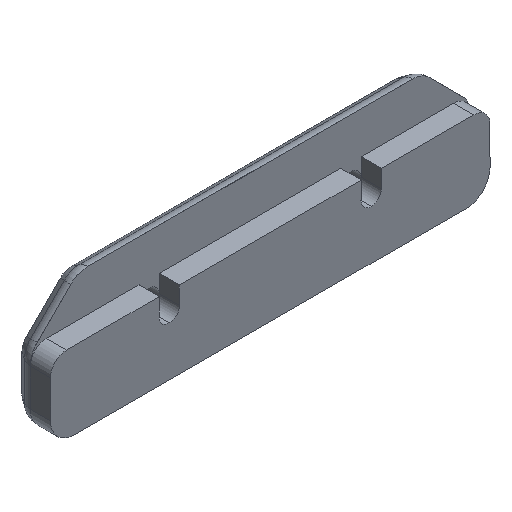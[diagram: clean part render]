
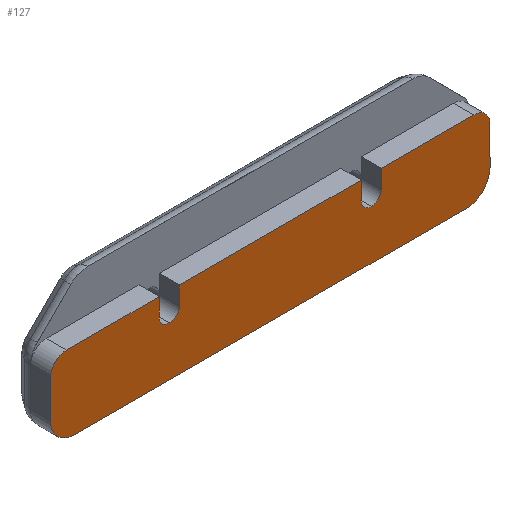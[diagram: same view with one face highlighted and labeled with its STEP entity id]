
A CAD part, isometric view. The second image highlights one B-rep face of the part: STEP entity #127.
In plain terms, the highlighted planar face has unit normal (0, -1, 0).
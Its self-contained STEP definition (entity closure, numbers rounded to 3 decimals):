
#3 = CARTESIAN_POINT ( 'NONE',  ( -33., 0., -2.5 ) ) ;
#69 = VERTEX_POINT ( 'NONE', #1258 ) ;
#71 = VERTEX_POINT ( 'NONE', #657 ) ;
#79 = ORIENTED_EDGE ( 'NONE', *, *, #1549, .T. ) ;
#81 = CARTESIAN_POINT ( 'NONE',  ( 0., 0., -6.5 ) ) ;
#97 = ORIENTED_EDGE ( 'NONE', *, *, #556, .F. ) ;
#109 = CARTESIAN_POINT ( 'NONE',  ( -34.3, 0., 6.5 ) ) ;
#120 = CARTESIAN_POINT ( 'NONE',  ( 33., 0., -2.5 ) ) ;
#127 = ADVANCED_FACE ( 'NONE', ( #813 ), #801, .F. ) ;
#129 = ORIENTED_EDGE ( 'NONE', *, *, #999, .F. ) ;
#139 = CIRCLE ( 'NONE', #1142, 1.7 ) ;
#145 = EDGE_CURVE ( 'NONE', #1491, #766, #1073, .T. ) ;
#152 = VERTEX_POINT ( 'NONE', #915 ) ;
#173 = CARTESIAN_POINT ( 'NONE',  ( 17., 0., 3.5 ) ) ;
#176 = ORIENTED_EDGE ( 'NONE', *, *, #264, .T. ) ;
#190 = CARTESIAN_POINT ( 'NONE',  ( -17., 0., 3.5 ) ) ;
#194 = EDGE_CURVE ( 'NONE', #71, #1548, #747, .T. ) ;
#196 = VECTOR ( 'NONE', #1366, 1000. ) ;
#211 = CARTESIAN_POINT ( 'NONE',  ( -37., 0., 0. ) ) ;
#212 = VERTEX_POINT ( 'NONE', #1554 ) ;
#217 = ORIENTED_EDGE ( 'NONE', *, *, #1595, .F. ) ;
#236 = CARTESIAN_POINT ( 'NONE',  ( -33., 0., -6.5 ) ) ;
#243 = CARTESIAN_POINT ( 'NONE',  ( 0., 0., 6.5 ) ) ;
#245 = VERTEX_POINT ( 'NONE', #1560 ) ;
#264 = EDGE_CURVE ( 'NONE', #69, #1536, #944, .T. ) ;
#269 = VERTEX_POINT ( 'NONE', #1330 ) ;
#281 = LINE ( 'NONE', #493, #630 ) ;
#296 = EDGE_CURVE ( 'NONE', #561, #69, #1051, .T. ) ;
#322 = DIRECTION ( 'NONE',  ( 0., 0., 1. ) ) ;
#330 = DIRECTION ( 'NONE',  ( 0., 0., -1. ) ) ;
#337 = CARTESIAN_POINT ( 'NONE',  ( 18.7, 0., 6.5 ) ) ;
#339 = ORIENTED_EDGE ( 'NONE', *, *, #879, .T. ) ;
#340 = LINE ( 'NONE', #1299, #490 ) ;
#357 = DIRECTION ( 'NONE',  ( 1., 0., 0. ) ) ;
#416 = AXIS2_PLACEMENT_3D ( 'NONE', #3, #842, #1591 ) ;
#428 = VECTOR ( 'NONE', #1324, 1000. ) ;
#450 = CARTESIAN_POINT ( 'NONE',  ( 18.7, 0., 0. ) ) ;
#452 = CARTESIAN_POINT ( 'NONE',  ( 0., 0., 6.5 ) ) ;
#486 = AXIS2_PLACEMENT_3D ( 'NONE', #1547, #1531, #1280 ) ;
#490 = VECTOR ( 'NONE', #796, 1000. ) ;
#493 = CARTESIAN_POINT ( 'NONE',  ( 15.3, 0., 0. ) ) ;
#517 = ORIENTED_EDGE ( 'NONE', *, *, #756, .F. ) ;
#531 = ORIENTED_EDGE ( 'NONE', *, *, #660, .F. ) ;
#543 = ORIENTED_EDGE ( 'NONE', *, *, #1503, .T. ) ;
#556 = EDGE_CURVE ( 'NONE', #561, #746, #1495, .T. ) ;
#561 = VERTEX_POINT ( 'NONE', #1400 ) ;
#565 = CIRCLE ( 'NONE', #593, 4. ) ;
#568 = AXIS2_PLACEMENT_3D ( 'NONE', #1037, #1300, #928 ) ;
#570 = DIRECTION ( 'NONE',  ( 0., 0., 1. ) ) ;
#582 = DIRECTION ( 'NONE',  ( 1., 0., 0. ) ) ;
#586 = DIRECTION ( 'NONE',  ( 0., 0., 1. ) ) ;
#593 = AXIS2_PLACEMENT_3D ( 'NONE', #120, #1464, #1609 ) ;
#595 = DIRECTION ( 'NONE',  ( 0., 0., 1. ) ) ;
#627 = CARTESIAN_POINT ( 'NONE',  ( 37., 0., 0. ) ) ;
#630 = VECTOR ( 'NONE', #1228, 1000. ) ;
#644 = DIRECTION ( 'NONE',  ( 0., 0., 1. ) ) ;
#647 = DIRECTION ( 'NONE',  ( 0., -1., 0. ) ) ;
#657 = CARTESIAN_POINT ( 'NONE',  ( -37., 0., 3.8 ) ) ;
#660 = EDGE_CURVE ( 'NONE', #717, #245, #139, .T. ) ;
#663 = VERTEX_POINT ( 'NONE', #1093 ) ;
#679 = LINE ( 'NONE', #450, #1009 ) ;
#700 = VERTEX_POINT ( 'NONE', #1580 ) ;
#702 = CARTESIAN_POINT ( 'NONE',  ( -18.7, 0., 6.5 ) ) ;
#717 = VERTEX_POINT ( 'NONE', #1074 ) ;
#719 = CARTESIAN_POINT ( 'NONE',  ( 17., 0., 3.5 ) ) ;
#723 = VECTOR ( 'NONE', #582, 1000. ) ;
#730 = CARTESIAN_POINT ( 'NONE',  ( 37., 0., 3.8 ) ) ;
#742 = VECTOR ( 'NONE', #330, 1000. ) ;
#746 = VERTEX_POINT ( 'NONE', #1463 ) ;
#747 = CIRCLE ( 'NONE', #1062, 2.7 ) ;
#756 = EDGE_CURVE ( 'NONE', #700, #830, #679, .T. ) ;
#766 = VERTEX_POINT ( 'NONE', #840 ) ;
#768 = EDGE_LOOP ( 'NONE', ( #339, #543, #217, #1505, #129, #517, #1180, #531, #79, #1282, #97, #1557, #176, #1426, #1493, #1278, #1420, #1179 ) ) ;
#796 = DIRECTION ( 'NONE',  ( 0., 0., 1. ) ) ;
#801 = PLANE ( 'NONE',  #568 ) ;
#813 = FACE_OUTER_BOUND ( 'NONE', #768, .T. ) ;
#822 = AXIS2_PLACEMENT_3D ( 'NONE', #173, #647, #1401 ) ;
#829 = VERTEX_POINT ( 'NONE', #236 ) ;
#830 = VERTEX_POINT ( 'NONE', #337 ) ;
#833 = DIRECTION ( 'NONE',  ( 0., -1., 0. ) ) ;
#840 = CARTESIAN_POINT ( 'NONE',  ( 34.3, 0., 6.5 ) ) ;
#842 = DIRECTION ( 'NONE',  ( 0., -1., 0. ) ) ;
#854 = EDGE_CURVE ( 'NONE', #1548, #1413, #1421, .T. ) ;
#873 = VECTOR ( 'NONE', #1336, 1000. ) ;
#879 = EDGE_CURVE ( 'NONE', #829, #663, #1510, .T. ) ;
#890 = VECTOR ( 'NONE', #357, 1000. ) ;
#915 = CARTESIAN_POINT ( 'NONE',  ( 15.3, 0., 6.5 ) ) ;
#928 = DIRECTION ( 'NONE',  ( 0., 0., 1. ) ) ;
#944 = CIRCLE ( 'NONE', #1494, 1.7 ) ;
#945 = DIRECTION ( 'NONE',  ( 0., 1., 0. ) ) ;
#961 = LINE ( 'NONE', #243, #890 ) ;
#998 = AXIS2_PLACEMENT_3D ( 'NONE', #1250, #1217, #1590 ) ;
#999 = EDGE_CURVE ( 'NONE', #830, #766, #961, .T. ) ;
#1006 = EDGE_CURVE ( 'NONE', #269, #829, #1174, .T. ) ;
#1009 = VECTOR ( 'NONE', #595, 1000. ) ;
#1037 = CARTESIAN_POINT ( 'NONE',  ( 0., 0., 0. ) ) ;
#1050 = DIRECTION ( 'NONE',  ( 0., 1., 0. ) ) ;
#1051 = CIRCLE ( 'NONE', #998, 1.7 ) ;
#1062 = AXIS2_PLACEMENT_3D ( 'NONE', #1573, #945, #570 ) ;
#1073 = CIRCLE ( 'NONE', #486, 2.7 ) ;
#1074 = CARTESIAN_POINT ( 'NONE',  ( 15.3, 0., 3.5 ) ) ;
#1093 = CARTESIAN_POINT ( 'NONE',  ( 33., 0., -6.5 ) ) ;
#1142 = AXIS2_PLACEMENT_3D ( 'NONE', #719, #833, #586 ) ;
#1169 = LINE ( 'NONE', #1583, #723 ) ;
#1174 = CIRCLE ( 'NONE', #416, 4. ) ;
#1179 = ORIENTED_EDGE ( 'NONE', *, *, #1006, .T. ) ;
#1180 = ORIENTED_EDGE ( 'NONE', *, *, #1186, .F. ) ;
#1186 = EDGE_CURVE ( 'NONE', #245, #700, #1231, .T. ) ;
#1217 = DIRECTION ( 'NONE',  ( 0., 1., 0. ) ) ;
#1228 = DIRECTION ( 'NONE',  ( 0., 0., 1. ) ) ;
#1231 = CIRCLE ( 'NONE', #822, 1.7 ) ;
#1250 = CARTESIAN_POINT ( 'NONE',  ( -17., 0., 3.5 ) ) ;
#1258 = CARTESIAN_POINT ( 'NONE',  ( -17., 0., 1.8 ) ) ;
#1278 = ORIENTED_EDGE ( 'NONE', *, *, #194, .F. ) ;
#1280 = DIRECTION ( 'NONE',  ( 0., 0., 1. ) ) ;
#1282 = ORIENTED_EDGE ( 'NONE', *, *, #1435, .F. ) ;
#1299 = CARTESIAN_POINT ( 'NONE',  ( -18.7, 0., 0. ) ) ;
#1300 = DIRECTION ( 'NONE',  ( 0., 1., 0. ) ) ;
#1302 = VECTOR ( 'NONE', #644, 1000. ) ;
#1324 = DIRECTION ( 'NONE',  ( 1., 0., 0. ) ) ;
#1330 = CARTESIAN_POINT ( 'NONE',  ( -37., 0., -2.5 ) ) ;
#1336 = DIRECTION ( 'NONE',  ( 1., 0., 0. ) ) ;
#1343 = EDGE_CURVE ( 'NONE', #1536, #1413, #340, .T. ) ;
#1366 = DIRECTION ( 'NONE',  ( 0., 0., -1. ) ) ;
#1399 = LINE ( 'NONE', #211, #742 ) ;
#1400 = CARTESIAN_POINT ( 'NONE',  ( -15.3, 0., 3.5 ) ) ;
#1401 = DIRECTION ( 'NONE',  ( 0., 0., 1. ) ) ;
#1406 = EDGE_CURVE ( 'NONE', #71, #269, #1399, .T. ) ;
#1413 = VERTEX_POINT ( 'NONE', #702 ) ;
#1420 = ORIENTED_EDGE ( 'NONE', *, *, #1406, .T. ) ;
#1421 = LINE ( 'NONE', #452, #428 ) ;
#1426 = ORIENTED_EDGE ( 'NONE', *, *, #1343, .T. ) ;
#1435 = EDGE_CURVE ( 'NONE', #746, #152, #1169, .T. ) ;
#1463 = CARTESIAN_POINT ( 'NONE',  ( -15.3, 0., 6.5 ) ) ;
#1464 = DIRECTION ( 'NONE',  ( 0., -1., 0. ) ) ;
#1470 = CARTESIAN_POINT ( 'NONE',  ( -18.7, 0., 3.5 ) ) ;
#1491 = VERTEX_POINT ( 'NONE', #730 ) ;
#1493 = ORIENTED_EDGE ( 'NONE', *, *, #854, .F. ) ;
#1494 = AXIS2_PLACEMENT_3D ( 'NONE', #190, #1050, #322 ) ;
#1495 = LINE ( 'NONE', #1501, #1302 ) ;
#1501 = CARTESIAN_POINT ( 'NONE',  ( -15.3, 0., 0. ) ) ;
#1503 = EDGE_CURVE ( 'NONE', #663, #212, #565, .T. ) ;
#1505 = ORIENTED_EDGE ( 'NONE', *, *, #145, .T. ) ;
#1510 = LINE ( 'NONE', #81, #873 ) ;
#1531 = DIRECTION ( 'NONE',  ( 0., -1., 0. ) ) ;
#1536 = VERTEX_POINT ( 'NONE', #1470 ) ;
#1547 = CARTESIAN_POINT ( 'NONE',  ( 34.3, 0., 3.8 ) ) ;
#1548 = VERTEX_POINT ( 'NONE', #109 ) ;
#1549 = EDGE_CURVE ( 'NONE', #717, #152, #281, .T. ) ;
#1554 = CARTESIAN_POINT ( 'NONE',  ( 37., 0., -2.5 ) ) ;
#1557 = ORIENTED_EDGE ( 'NONE', *, *, #296, .T. ) ;
#1560 = CARTESIAN_POINT ( 'NONE',  ( 17., 0., 1.8 ) ) ;
#1573 = CARTESIAN_POINT ( 'NONE',  ( -34.3, 0., 3.8 ) ) ;
#1580 = CARTESIAN_POINT ( 'NONE',  ( 18.7, 0., 3.5 ) ) ;
#1583 = CARTESIAN_POINT ( 'NONE',  ( 0., 0., 6.5 ) ) ;
#1590 = DIRECTION ( 'NONE',  ( 0., 0., 1. ) ) ;
#1591 = DIRECTION ( 'NONE',  ( 0., 0., 1. ) ) ;
#1595 = EDGE_CURVE ( 'NONE', #1491, #212, #1599, .T. ) ;
#1599 = LINE ( 'NONE', #627, #196 ) ;
#1609 = DIRECTION ( 'NONE',  ( 0., 0., 1. ) ) ;
